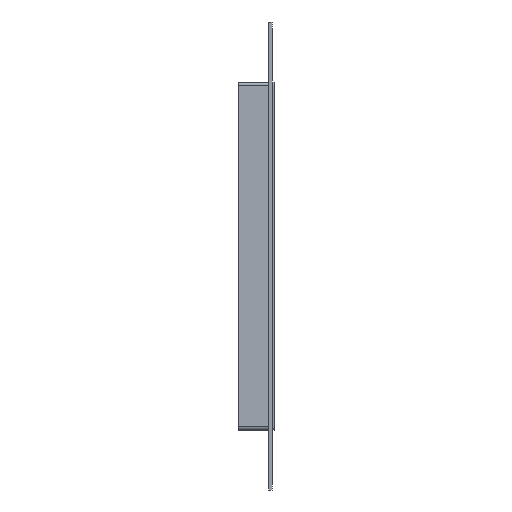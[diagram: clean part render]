
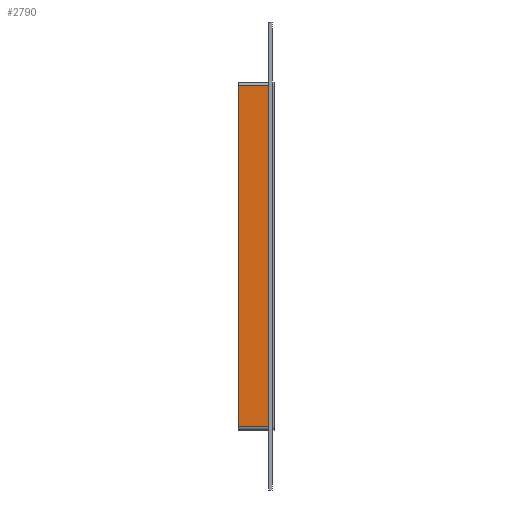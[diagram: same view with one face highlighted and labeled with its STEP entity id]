
A CAD part, left-side view. The second image highlights one B-rep face of the part: STEP entity #2790.
In plain terms, the highlighted planar face has unit normal (-1, 0, 0).
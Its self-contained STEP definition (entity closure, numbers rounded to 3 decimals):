
#1587=CARTESIAN_POINT('',(-327.25,57.0,-284.0));
#1588=VERTEX_POINT('',#1587);
#1596=CARTESIAN_POINT('',(-327.25,57.0,284.));
#1597=VERTEX_POINT('',#1596);
#1598=CARTESIAN_POINT('',(-327.25,57.0,-284.0));
#1599=DIRECTION('',(0.0,0.0,1.0));
#1600=VECTOR('',#1599,568.0);
#1601=LINE('',#1598,#1600);
#1602=EDGE_CURVE('',#1588,#1597,#1601,.T.);
#2229=CARTESIAN_POINT('',(-327.25,6.,-284.0));
#2230=VERTEX_POINT('',#2229);
#2280=CARTESIAN_POINT('',(-327.25,6.,284.));
#2281=VERTEX_POINT('',#2280);
#2289=CARTESIAN_POINT('',(-327.25,6.,-284.0));
#2290=DIRECTION('',(0.0,0.0,1.0));
#2291=VECTOR('',#2290,568.);
#2292=LINE('',#2289,#2291);
#2293=EDGE_CURVE('',#2230,#2281,#2292,.T.);
#2763=CARTESIAN_POINT('',(-327.25,6.,-284.0));
#2764=DIRECTION('',(0.0,1.0,0.0));
#2765=VECTOR('',#2764,51.0);
#2766=LINE('',#2763,#2765);
#2767=EDGE_CURVE('',#2230,#1588,#2766,.T.);
#2774=CARTESIAN_POINT('',(-327.25,0.0,-290.0));
#2775=DIRECTION('',(-1.0,0.0,0.0));
#2776=DIRECTION('',(0.0,0.0,1.0));
#2777=AXIS2_PLACEMENT_3D('',#2774,#2775,#2776);
#2778=PLANE('',#2777);
#2779=ORIENTED_EDGE('',*,*,#2293,.T.);
#2780=CARTESIAN_POINT('',(-327.25,57.0,284.));
#2781=DIRECTION('',(0.0,-1.0,0.0));
#2782=VECTOR('',#2781,51.0);
#2783=LINE('',#2780,#2782);
#2784=EDGE_CURVE('',#1597,#2281,#2783,.T.);
#2785=ORIENTED_EDGE('',*,*,#2784,.F.);
#2786=ORIENTED_EDGE('',*,*,#1602,.F.);
#2787=ORIENTED_EDGE('',*,*,#2767,.F.);
#2788=EDGE_LOOP('',(#2779,#2785,#2786,#2787));
#2789=FACE_OUTER_BOUND('',#2788,.T.);
#2790=ADVANCED_FACE('',(#2789),#2778,.T.);
